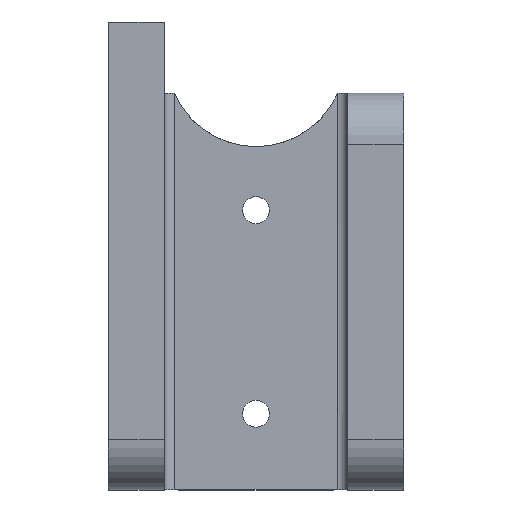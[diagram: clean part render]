
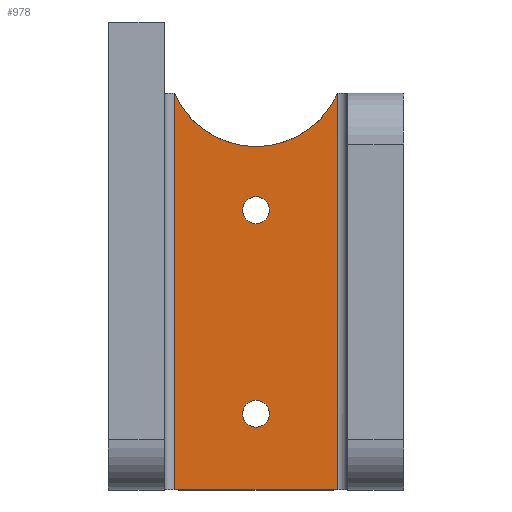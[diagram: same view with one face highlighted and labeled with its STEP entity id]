
A CAD part, front view. The second image highlights one B-rep face of the part: STEP entity #978.
In plain terms, the highlighted planar face has unit normal (0, -1, 0).
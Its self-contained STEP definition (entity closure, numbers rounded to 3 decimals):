
#11 = EDGE_LOOP ( 'NONE', ( #1717, #1637 ) ) ;
#43 = EDGE_LOOP ( 'NONE', ( #1085, #52, #371, #837 ) ) ;
#46 = VECTOR ( 'NONE', #1106, 1000. ) ;
#52 = ORIENTED_EDGE ( 'NONE', *, *, #1876, .T. ) ;
#54 = CIRCLE ( 'NONE', #1528, 2.65 ) ;
#74 = VERTEX_POINT ( 'NONE', #1655 ) ;
#81 = FACE_OUTER_BOUND ( 'NONE', #43, .T. ) ;
#94 = DIRECTION ( 'NONE',  ( 0., 0., -1. ) ) ;
#173 = EDGE_CURVE ( 'NONE', #771, #1541, #917, .T. ) ;
#178 = DIRECTION ( 'NONE',  ( 0., -1., 0. ) ) ;
#181 = AXIS2_PLACEMENT_3D ( 'NONE', #1006, #1648, #186 ) ;
#186 = DIRECTION ( 'NONE',  ( 0., 0., 1. ) ) ;
#234 = VECTOR ( 'NONE', #2060, 1000. ) ;
#247 = CIRCLE ( 'NONE', #466, 2.65 ) ;
#254 = CARTESIAN_POINT ( 'NONE',  ( 0., 26., 18.65 ) ) ;
#260 = FACE_BOUND ( 'NONE', #11, .T. ) ;
#263 = DIRECTION ( 'NONE',  ( 0., 0., -1. ) ) ;
#273 = CARTESIAN_POINT ( 'NONE',  ( 0., 26., 16. ) ) ;
#358 = DIRECTION ( 'NONE',  ( 0., 0., -1. ) ) ;
#371 = ORIENTED_EDGE ( 'NONE', *, *, #1813, .F. ) ;
#381 = DIRECTION ( 'NONE',  ( 0., 1., 0. ) ) ;
#426 = LINE ( 'NONE', #1223, #1785 ) ;
#466 = AXIS2_PLACEMENT_3D ( 'NONE', #2002, #1883, #1260 ) ;
#498 = VERTEX_POINT ( 'NONE', #2030 ) ;
#520 = CARTESIAN_POINT ( 'NONE',  ( 0., 26., -21.35 ) ) ;
#666 = EDGE_LOOP ( 'NONE', ( #1290, #1172 ) ) ;
#771 = VERTEX_POINT ( 'NONE', #987 ) ;
#837 = ORIENTED_EDGE ( 'NONE', *, *, #1677, .T. ) ;
#857 = PLANE ( 'NONE',  #1295 ) ;
#917 = LINE ( 'NONE', #1905, #234 ) ;
#947 = CIRCLE ( 'NONE', #1560, 2.65 ) ;
#978 = ADVANCED_FACE ( 'NONE', ( #260, #1201, #81 ), #857, .F. ) ;
#987 = CARTESIAN_POINT ( 'NONE',  ( 16., 26., -39. ) ) ;
#1006 = CARTESIAN_POINT ( 'NONE',  ( 0., 26., 46. ) ) ;
#1085 = ORIENTED_EDGE ( 'NONE', *, *, #173, .F. ) ;
#1086 = EDGE_CURVE ( 'NONE', #2074, #1999, #54, .T. ) ;
#1106 = DIRECTION ( 'NONE',  ( 0., 0., -1. ) ) ;
#1140 = EDGE_CURVE ( 'NONE', #1611, #498, #947, .T. ) ;
#1147 = CARTESIAN_POINT ( 'NONE',  ( 16., 26., 38.911 ) ) ;
#1172 = ORIENTED_EDGE ( 'NONE', *, *, #1815, .F. ) ;
#1188 = CIRCLE ( 'NONE', #181, 17.5 ) ;
#1201 = FACE_BOUND ( 'NONE', #666, .T. ) ;
#1223 = CARTESIAN_POINT ( 'NONE',  ( 16., 26., 39. ) ) ;
#1249 = DIRECTION ( 'NONE',  ( 0., 0., 1. ) ) ;
#1260 = DIRECTION ( 'NONE',  ( 0., 0., -1. ) ) ;
#1290 = ORIENTED_EDGE ( 'NONE', *, *, #1086, .F. ) ;
#1295 = AXIS2_PLACEMENT_3D ( 'NONE', #1678, #381, #1519 ) ;
#1333 = CARTESIAN_POINT ( 'NONE',  ( -16., 26., -39. ) ) ;
#1335 = VERTEX_POINT ( 'NONE', #1147 ) ;
#1374 = EDGE_CURVE ( 'NONE', #498, #1611, #1487, .T. ) ;
#1434 = CARTESIAN_POINT ( 'NONE',  ( 0., 26., -26.65 ) ) ;
#1487 = CIRCLE ( 'NONE', #1875, 2.65 ) ;
#1505 = CARTESIAN_POINT ( 'NONE',  ( 0., 26., 16. ) ) ;
#1519 = DIRECTION ( 'NONE',  ( 0., 0., 1. ) ) ;
#1521 = LINE ( 'NONE', #1985, #46 ) ;
#1528 = AXIS2_PLACEMENT_3D ( 'NONE', #1707, #1600, #94 ) ;
#1541 = VERTEX_POINT ( 'NONE', #1333 ) ;
#1560 = AXIS2_PLACEMENT_3D ( 'NONE', #273, #1885, #263 ) ;
#1600 = DIRECTION ( 'NONE',  ( 0., -1., 0. ) ) ;
#1611 = VERTEX_POINT ( 'NONE', #254 ) ;
#1637 = ORIENTED_EDGE ( 'NONE', *, *, #1140, .F. ) ;
#1648 = DIRECTION ( 'NONE',  ( 0., -1., 0. ) ) ;
#1655 = CARTESIAN_POINT ( 'NONE',  ( -16., 26., 38.911 ) ) ;
#1677 = EDGE_CURVE ( 'NONE', #74, #1541, #1521, .T. ) ;
#1678 = CARTESIAN_POINT ( 'NONE',  ( -18., 26., -60. ) ) ;
#1707 = CARTESIAN_POINT ( 'NONE',  ( 0., 26., -24. ) ) ;
#1717 = ORIENTED_EDGE ( 'NONE', *, *, #1374, .F. ) ;
#1785 = VECTOR ( 'NONE', #1249, 1000. ) ;
#1813 = EDGE_CURVE ( 'NONE', #74, #1335, #1188, .T. ) ;
#1815 = EDGE_CURVE ( 'NONE', #1999, #2074, #247, .T. ) ;
#1875 = AXIS2_PLACEMENT_3D ( 'NONE', #1505, #178, #358 ) ;
#1876 = EDGE_CURVE ( 'NONE', #771, #1335, #426, .T. ) ;
#1883 = DIRECTION ( 'NONE',  ( 0., -1., 0. ) ) ;
#1885 = DIRECTION ( 'NONE',  ( 0., -1., 0. ) ) ;
#1905 = CARTESIAN_POINT ( 'NONE',  ( 29., 26., -39. ) ) ;
#1985 = CARTESIAN_POINT ( 'NONE',  ( -16., 26., -39. ) ) ;
#1999 = VERTEX_POINT ( 'NONE', #520 ) ;
#2002 = CARTESIAN_POINT ( 'NONE',  ( 0., 26., -24. ) ) ;
#2030 = CARTESIAN_POINT ( 'NONE',  ( 0., 26., 13.35 ) ) ;
#2060 = DIRECTION ( 'NONE',  ( -1., 0., 0. ) ) ;
#2074 = VERTEX_POINT ( 'NONE', #1434 ) ;
